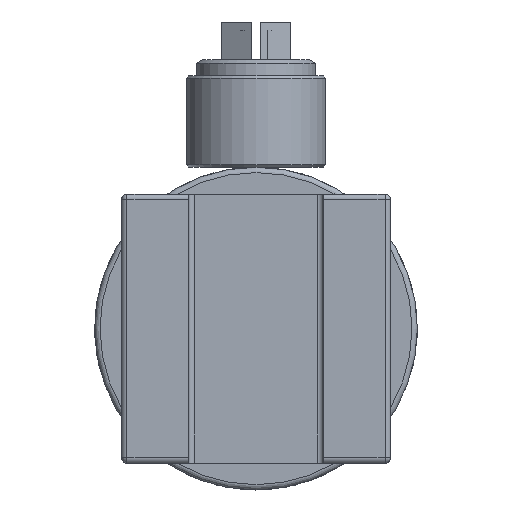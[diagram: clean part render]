
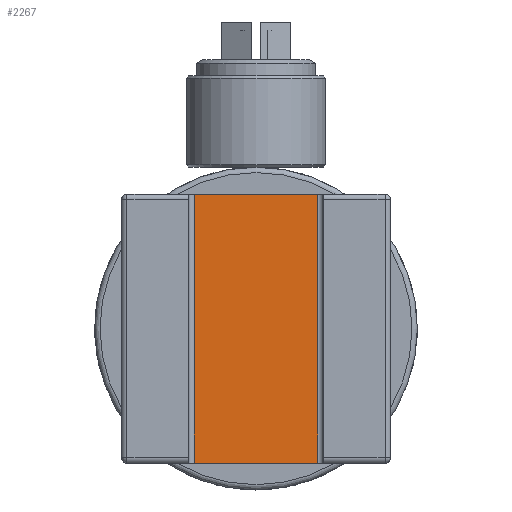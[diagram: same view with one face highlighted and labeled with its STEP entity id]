
A CAD part, left-side view. The second image highlights one B-rep face of the part: STEP entity #2267.
In plain terms, the highlighted planar face has unit normal (-1, 0, 0).
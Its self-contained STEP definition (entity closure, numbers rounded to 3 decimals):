
#15 = VECTOR ( 'NONE', #2254, 1000. ) ;
#222 = VECTOR ( 'NONE', #3045, 1000. ) ;
#325 = VERTEX_POINT ( 'NONE', #6113 ) ;
#387 = CARTESIAN_POINT ( 'NONE',  ( -15., -11.5, -25. ) ) ;
#793 = VERTEX_POINT ( 'NONE', #4283 ) ;
#1654 = ORIENTED_EDGE ( 'NONE', *, *, #5161, .F. ) ;
#2254 = DIRECTION ( 'NONE',  ( 0., 1., 0. ) ) ;
#2260 = DIRECTION ( 'NONE',  ( 0., 0., 1. ) ) ;
#2267 = ADVANCED_FACE ( 'NONE', ( #2849 ), #2353, .F. ) ;
#2353 = PLANE ( 'NONE',  #3304 ) ;
#2456 = EDGE_CURVE ( 'NONE', #793, #5139, #3126, .T. ) ;
#2521 = LINE ( 'NONE', #5018, #3092 ) ;
#2554 = CARTESIAN_POINT ( 'NONE',  ( -15., 11.5, 25. ) ) ;
#2766 = ORIENTED_EDGE ( 'NONE', *, *, #3599, .F. ) ;
#2849 = FACE_OUTER_BOUND ( 'NONE', #3956, .T. ) ;
#2907 = CARTESIAN_POINT ( 'NONE',  ( -15., 11.5, -25. ) ) ;
#2913 = VERTEX_POINT ( 'NONE', #387 ) ;
#2973 = ORIENTED_EDGE ( 'NONE', *, *, #2456, .T. ) ;
#3016 = EDGE_CURVE ( 'NONE', #2913, #793, #2521, .T. ) ;
#3045 = DIRECTION ( 'NONE',  ( 0., 1., 0. ) ) ;
#3092 = VECTOR ( 'NONE', #5684, 1000. ) ;
#3126 = LINE ( 'NONE', #2554, #222 ) ;
#3304 = AXIS2_PLACEMENT_3D ( 'NONE', #7393, #7309, #5346 ) ;
#3452 = LINE ( 'NONE', #2907, #15 ) ;
#3599 = EDGE_CURVE ( 'NONE', #2913, #325, #3452, .T. ) ;
#3956 = EDGE_LOOP ( 'NONE', ( #1654, #2766, #4514, #2973 ) ) ;
#4283 = CARTESIAN_POINT ( 'NONE',  ( -15., -11.5, 25. ) ) ;
#4514 = ORIENTED_EDGE ( 'NONE', *, *, #3016, .T. ) ;
#4797 = CARTESIAN_POINT ( 'NONE',  ( -15., 11.5, -25. ) ) ;
#5018 = CARTESIAN_POINT ( 'NONE',  ( -15., -11.5, -25. ) ) ;
#5139 = VERTEX_POINT ( 'NONE', #5412 ) ;
#5161 = EDGE_CURVE ( 'NONE', #325, #5139, #6000, .T. ) ;
#5346 = DIRECTION ( 'NONE',  ( 0., 0., -1. ) ) ;
#5412 = CARTESIAN_POINT ( 'NONE',  ( -15., 11.5, 25. ) ) ;
#5684 = DIRECTION ( 'NONE',  ( 0., 0., 1. ) ) ;
#5906 = VECTOR ( 'NONE', #2260, 1000. ) ;
#6000 = LINE ( 'NONE', #4797, #5906 ) ;
#6113 = CARTESIAN_POINT ( 'NONE',  ( -15., 11.5, -25. ) ) ;
#7309 = DIRECTION ( 'NONE',  ( 1., 0., 0. ) ) ;
#7393 = CARTESIAN_POINT ( 'NONE',  ( -15., 11.5, -25. ) ) ;
